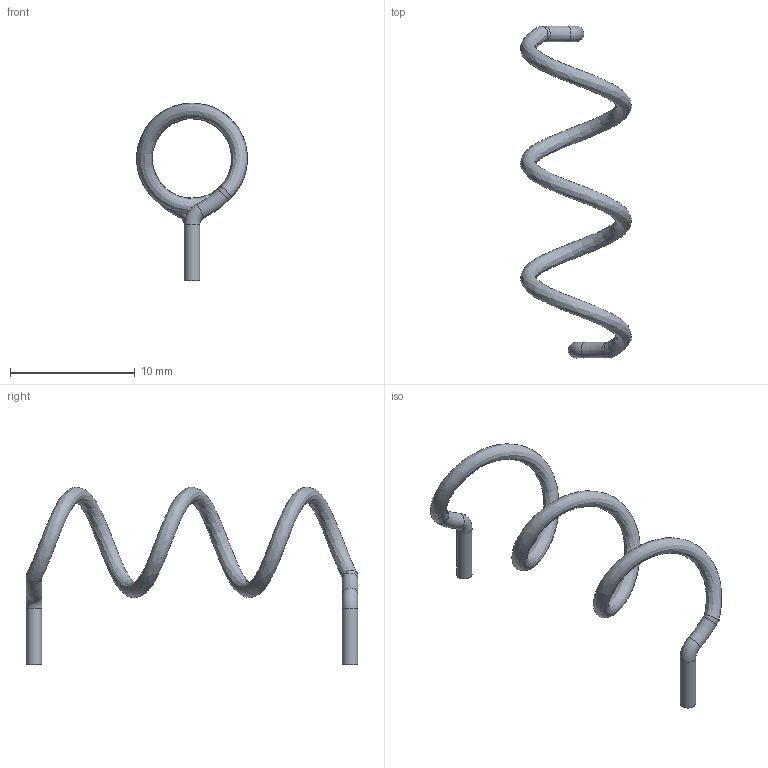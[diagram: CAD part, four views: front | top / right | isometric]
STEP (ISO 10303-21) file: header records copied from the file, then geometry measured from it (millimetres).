
FILE_DESCRIPTION(/* description */ ('STEP AP214'),/* implementation_level */ '2;1');
FILE_NAME(/* name */ '6013537fa4d8701906cb017a',/* time_stamp */ '2021-01-29T00:14:56+00:00',/* author */ (''),/* organization */ (''),/* preprocessor_version */ 'ST-DEVELOPER v18.1',/* originating_system */ ' ',/* authorisation */ ' ');
FILE_SCHEMA (('AUTOMOTIVE_DESIGN {1 0 10303 214 3 1 1}'));
Length unit declared in the file: metre
Products named in the file (2): Part 1; Curve 1
Bounding box: 8.9 x 26.65 x 14.27 mm (x, y, z)
Volume: 107.6 mm3; surface area: 346.4 mm2
Topology: 1 solids, 1 shells, 11 faces, 25 edges, 17 vertices
Faces by surface type: cylinder 4, torus 4, plane 2, bspline 1
Full cylindrical faces by diameter (mm): 1.25 x4
Entity records: 1238 total; most frequent: CARTESIAN_POINT 995, DIRECTION 40, ORIENTED_EDGE 24, EDGE_LOOP 20, FACE_BOUND 20, AXIS2_PLACEMENT_3D 20, EDGE_CURVE 12, VERTEX_POINT 12
